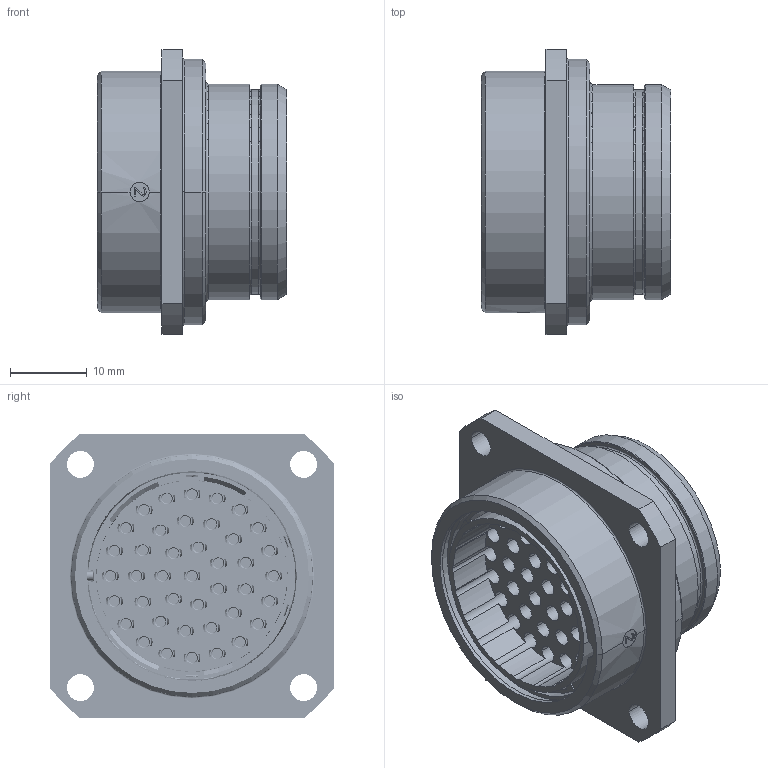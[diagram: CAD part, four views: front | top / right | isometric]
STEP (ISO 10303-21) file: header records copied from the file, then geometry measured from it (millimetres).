
FILE_DESCRIPTION((''),'2;1');
FILE_NAME('1332E541MS','2024-08-02T13:11:33',('paultorloting'),('NET AG system integration'),'CREO PARAMETRIC BY PTC INC, 2021404','CREO PARAMETRIC BY PTC INC, 2021404','');
FILE_SCHEMA(('AUTOMOTIVE_DESIGN { 1 0 10303 214 1 1 1 1 }'));
Products named in the file (1): 1332E541MS
Bounding box: 24.6 x 37 x 37 mm (x, y, z)
Volume: 10979 mm3; surface area: 14898.8 mm2
Topology: 1 solids, 1 shells, 4343 faces, 11749 edges, 7586 vertices
Faces by surface type: plane 2553, cylinder 1094, cone 264, bspline 247, extrusion 164, torus 21
Entity records: 177566 total; most frequent: CARTESIAN_POINT 39698, ORIENTED_EDGE 23498, DIRECTION 20718, EDGE_CURVE 11749, VERTEX_POINT 7586, VECTOR 7015, LINE 6851, AXIS2_PLACEMENT_3D 6850
